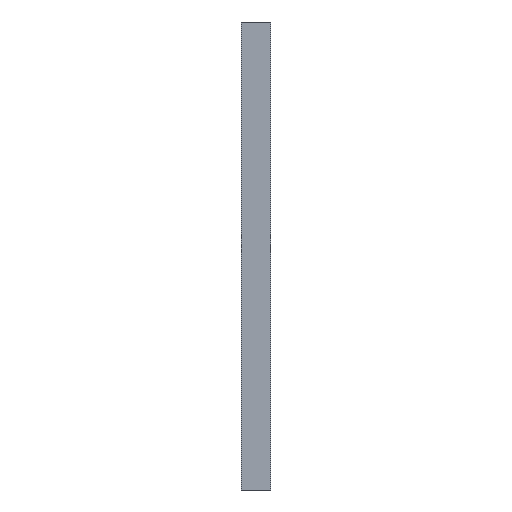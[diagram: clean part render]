
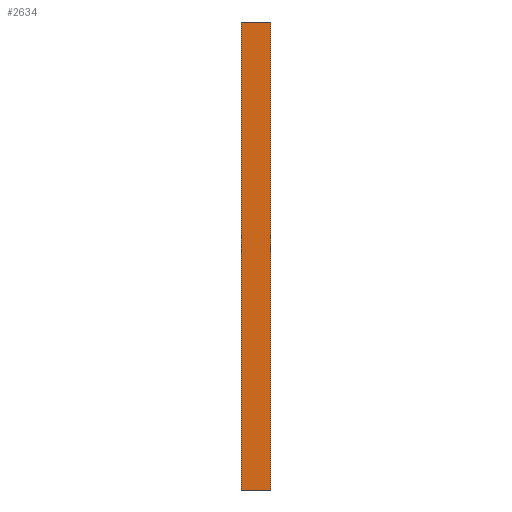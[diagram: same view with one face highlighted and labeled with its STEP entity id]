
A CAD part, left-side view. The second image highlights one B-rep face of the part: STEP entity #2634.
In plain terms, the highlighted planar face has unit normal (-1, 0, 0).
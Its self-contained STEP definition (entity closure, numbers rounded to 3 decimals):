
#40 = AXIS2_PLACEMENT_3D ( 'NONE', #1951, #3018, #1993 ) ;
#233 = DIRECTION ( 'NONE',  ( 0., -1., 0. ) ) ;
#463 = EDGE_CURVE ( 'NONE', #1776, #3379, #2955, .T. ) ;
#544 = EDGE_CURVE ( 'NONE', #3379, #3029, #3309, .T. ) ;
#604 = EDGE_LOOP ( 'NONE', ( #6508, #3039, #2218, #3074 ) ) ;
#605 = VECTOR ( 'NONE', #1576, 1000. ) ;
#1193 = EDGE_CURVE ( 'NONE', #1776, #1824, #2021, .T. ) ;
#1576 = DIRECTION ( 'NONE',  ( 0., -1., 0. ) ) ;
#1641 = CARTESIAN_POINT ( 'NONE',  ( -85., 7., 69. ) ) ;
#1776 = VERTEX_POINT ( 'NONE', #1843 ) ;
#1824 = VERTEX_POINT ( 'NONE', #6353 ) ;
#1825 = CARTESIAN_POINT ( 'NONE',  ( -85., 0., 69. ) ) ;
#1843 = CARTESIAN_POINT ( 'NONE',  ( -85., 8.6, -69. ) ) ;
#1951 = CARTESIAN_POINT ( 'NONE',  ( -85., 7., -69. ) ) ;
#1993 = DIRECTION ( 'NONE',  ( 0., 0., -1. ) ) ;
#2021 = LINE ( 'NONE', #4311, #5822 ) ;
#2218 = ORIENTED_EDGE ( 'NONE', *, *, #463, .F. ) ;
#2481 = CARTESIAN_POINT ( 'NONE',  ( -85., 0., -69. ) ) ;
#2634 = ADVANCED_FACE ( 'NONE', ( #2911 ), #5963, .F. ) ;
#2911 = FACE_OUTER_BOUND ( 'NONE', #604, .T. ) ;
#2955 = LINE ( 'NONE', #6446, #3044 ) ;
#3018 = DIRECTION ( 'NONE',  ( 1., 0., 0. ) ) ;
#3029 = VERTEX_POINT ( 'NONE', #1825 ) ;
#3039 = ORIENTED_EDGE ( 'NONE', *, *, #544, .F. ) ;
#3044 = VECTOR ( 'NONE', #4476, 1000. ) ;
#3074 = ORIENTED_EDGE ( 'NONE', *, *, #1193, .T. ) ;
#3309 = LINE ( 'NONE', #1641, #605 ) ;
#3379 = VERTEX_POINT ( 'NONE', #5292 ) ;
#3711 = VECTOR ( 'NONE', #5415, 1000. ) ;
#4311 = CARTESIAN_POINT ( 'NONE',  ( -85., 7., -69. ) ) ;
#4476 = DIRECTION ( 'NONE',  ( 0., 0., 1. ) ) ;
#5292 = CARTESIAN_POINT ( 'NONE',  ( -85., 8.6, 69. ) ) ;
#5415 = DIRECTION ( 'NONE',  ( 0., 0., 1. ) ) ;
#5822 = VECTOR ( 'NONE', #233, 1000. ) ;
#5955 = LINE ( 'NONE', #2481, #3711 ) ;
#5963 = PLANE ( 'NONE',  #40 ) ;
#6108 = EDGE_CURVE ( 'NONE', #1824, #3029, #5955, .T. ) ;
#6353 = CARTESIAN_POINT ( 'NONE',  ( -85., 0., -69. ) ) ;
#6446 = CARTESIAN_POINT ( 'NONE',  ( -85., 8.6, -69. ) ) ;
#6508 = ORIENTED_EDGE ( 'NONE', *, *, #6108, .T. ) ;
